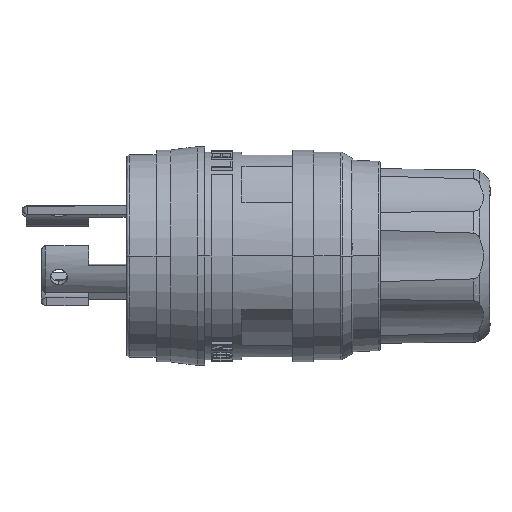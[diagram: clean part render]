
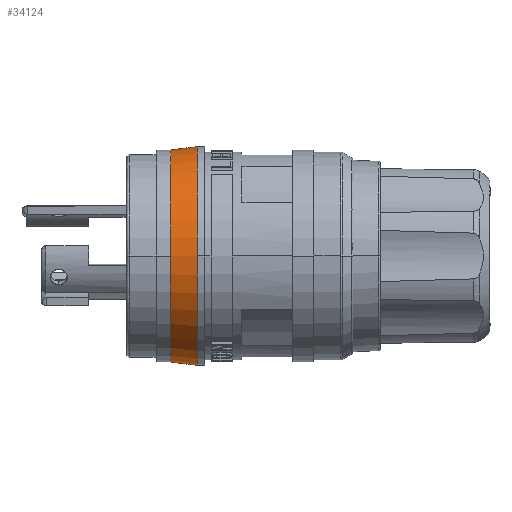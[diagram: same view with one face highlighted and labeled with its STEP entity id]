
A CAD part, front view. The second image highlights one B-rep face of the part: STEP entity #34124.
In plain terms, the highlighted conical face has half-angle 7.311 degrees and reference radius 20.574 mm.
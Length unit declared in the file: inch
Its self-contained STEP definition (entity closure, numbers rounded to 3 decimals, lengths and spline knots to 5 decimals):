
#335 = LINE ( 'NONE', #14095, #31636 ) ;
#4473 = DIRECTION ( 'NONE',  ( -1., 0., 0. ) ) ;
#5152 = EDGE_LOOP ( 'NONE', ( #12475, #27319, #13205, #25793 ) ) ;
#6806 = VERTEX_POINT ( 'NONE', #28424 ) ;
#7337 = VECTOR ( 'NONE', #26127, 39.37008 ) ;
#7721 = VERTEX_POINT ( 'NONE', #37310 ) ;
#8725 = CARTESIAN_POINT ( 'NONE',  ( 0.52186, 0., 0.81 ) ) ;
#10382 = EDGE_CURVE ( 'NONE', #16031, #6806, #26109, .T. ) ;
#12475 = ORIENTED_EDGE ( 'NONE', *, *, #35207, .T. ) ;
#13205 = ORIENTED_EDGE ( 'NONE', *, *, #10382, .T. ) ;
#13827 = EDGE_CURVE ( 'NONE', #32892, #16031, #22509, .T. ) ;
#14095 = CARTESIAN_POINT ( 'NONE',  ( 0.52186, 0., -0.81 ) ) ;
#15076 = CARTESIAN_POINT ( 'NONE',  ( 0.52186, 0., 0. ) ) ;
#15687 = CARTESIAN_POINT ( 'NONE',  ( 0.52186, 0., 0. ) ) ;
#16031 = VERTEX_POINT ( 'NONE', #32467 ) ;
#17594 = DIRECTION ( 'NONE',  ( 0., 0., -1. ) ) ;
#22254 = DIRECTION ( 'NONE',  ( 0., 0., -1. ) ) ;
#22509 = LINE ( 'NONE', #8725, #7337 ) ;
#25793 = ORIENTED_EDGE ( 'NONE', *, *, #42952, .T. ) ;
#26109 = CIRCLE ( 'NONE', #31186, 0.785 ) ;
#26127 = DIRECTION ( 'NONE',  ( -0.992, 0., -0.127 ) ) ;
#27319 = ORIENTED_EDGE ( 'NONE', *, *, #13827, .T. ) ;
#27574 = DIRECTION ( 'NONE',  ( 1., 0., 0. ) ) ;
#28170 = FACE_OUTER_BOUND ( 'NONE', #5152, .T. ) ;
#28424 = CARTESIAN_POINT ( 'NONE',  ( 0.327, 0., -0.785 ) ) ;
#30316 = CONICAL_SURFACE ( 'NONE', #32464, 0.81, 0.128 ) ;
#30456 = CARTESIAN_POINT ( 'NONE',  ( 0.52186, 0., 0.81 ) ) ;
#31186 = AXIS2_PLACEMENT_3D ( 'NONE', #37775, #27574, #33977 ) ;
#31636 = VECTOR ( 'NONE', #38341, 39.37008 ) ;
#31666 = AXIS2_PLACEMENT_3D ( 'NONE', #15076, #4473, #17594 ) ;
#32390 = CIRCLE ( 'NONE', #31666, 0.81 ) ;
#32464 = AXIS2_PLACEMENT_3D ( 'NONE', #15687, #33399, #22254 ) ;
#32467 = CARTESIAN_POINT ( 'NONE',  ( 0.327, 0., 0.785 ) ) ;
#32892 = VERTEX_POINT ( 'NONE', #30456 ) ;
#33399 = DIRECTION ( 'NONE',  ( 1., 0., 0. ) ) ;
#33977 = DIRECTION ( 'NONE',  ( 0., 0., -1. ) ) ;
#34124 = ADVANCED_FACE ( 'NONE', ( #28170 ), #30316, .T. ) ;
#35207 = EDGE_CURVE ( 'NONE', #7721, #32892, #32390, .T. ) ;
#37310 = CARTESIAN_POINT ( 'NONE',  ( 0.52186, 0., -0.81 ) ) ;
#37775 = CARTESIAN_POINT ( 'NONE',  ( 0.327, 0., 0. ) ) ;
#38341 = DIRECTION ( 'NONE',  ( 0.992, 0., -0.127 ) ) ;
#42952 = EDGE_CURVE ( 'NONE', #6806, #7721, #335, .T. ) ;
